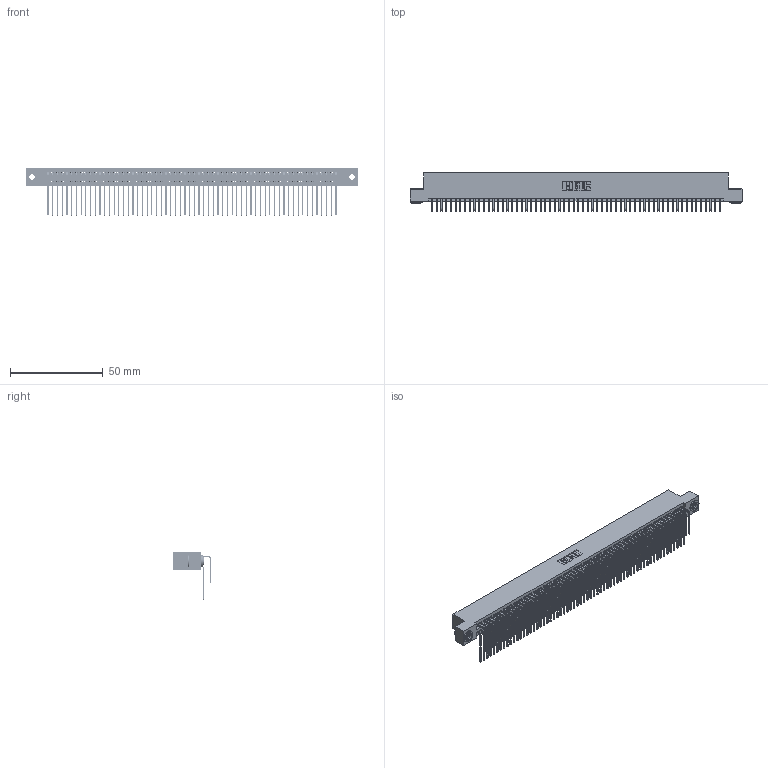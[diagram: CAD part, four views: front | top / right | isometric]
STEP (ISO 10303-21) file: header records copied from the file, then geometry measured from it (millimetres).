
FILE_DESCRIPTION (( 'STEP AP203' ), '1' );
FILE_NAME ('345-124-559-203.STEP', '2018-10-19T11:34:05', ( '' ), ( '' ), 'SwSTEP 2.0', 'SolidWorks 2016', '' );
FILE_SCHEMA (( 'CONFIG_CONTROL_DESIGN' ));
Length unit declared in the file: inch
Products named in the file (5): 345-124-559-203; 345-250-002_345-250-002-102; 345-292-001_558 559 Tail - 1; 345-292-001_559 Tail - 2; 345 Part_Flush Mounting Lugs - 0.156 Dia-TH
Assembly tree (127 placements, depth 2):
  345-124-559-203
    345 Part_Flush Mounting Lugs - 0.156 Dia-TH
    345-292-001_558 559 Tail - 1  x62
    345-292-001_559 Tail - 2  x62
    345-250-002_345-250-002-102  x2
Bounding box: 178.69 x 20.56 x 25.53 mm (x, y, z)
Volume: 18278.4 mm3; surface area: 30974.5 mm2
Topology: 127 solids, 127 shells, 6612 faces, 19637 edges, 12922 vertices
Faces by surface type: plane 4430, cylinder 2174, cone 8
Entity records: 48256 total; most frequent: CARTESIAN_POINT 8090, ORIENTED_EDGE 7966, DIRECTION 7113, EDGE_CURVE 3983, VECTOR 3539, LINE 3539, VERTEX_POINT 2650, AXIS2_PLACEMENT_3D 1787
